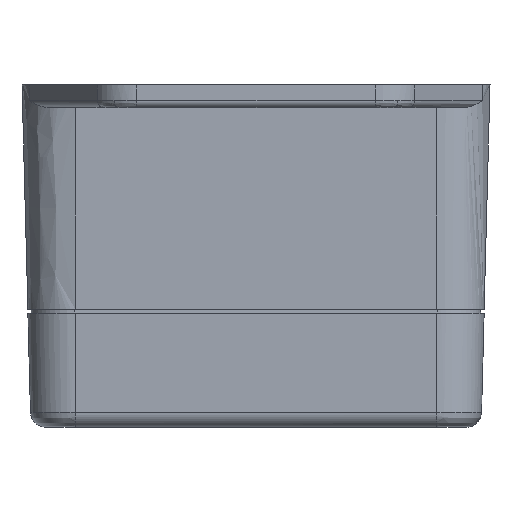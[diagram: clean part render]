
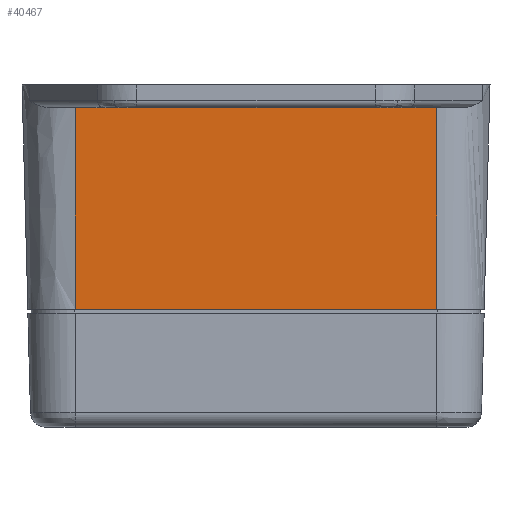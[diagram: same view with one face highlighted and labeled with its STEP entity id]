
A CAD part, left-side view. The second image highlights one B-rep face of the part: STEP entity #40467.
In plain terms, the highlighted planar face has unit normal (-1, 0, -0.026).
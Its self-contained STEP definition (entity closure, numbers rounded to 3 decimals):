
#2037 = VERTEX_POINT ( 'NONE', #41322 ) ;
#3698 = ORIENTED_EDGE ( 'NONE', *, *, #4632, .F. ) ;
#4632 = EDGE_CURVE ( 'NONE', #24482, #2037, #48468, .T. ) ;
#5604 = EDGE_CURVE ( 'NONE', #24482, #49702, #16558, .T. ) ;
#5650 = LINE ( 'NONE', #17271, #25229 ) ;
#9553 = CARTESIAN_POINT ( 'NONE',  ( -59.997, 23.751, -29.571 ) ) ;
#12428 = AXIS2_PLACEMENT_3D ( 'NONE', #15524, #46825, #23392 ) ;
#12553 = VERTEX_POINT ( 'NONE', #13898 ) ;
#13898 = CARTESIAN_POINT ( 'NONE',  ( -59.997, -23.751, -29.571 ) ) ;
#14942 = ORIENTED_EDGE ( 'NONE', *, *, #18357, .T. ) ;
#15524 = CARTESIAN_POINT ( 'NONE',  ( -59.997, -30.064, -29.571 ) ) ;
#16558 = LINE ( 'NONE', #27011, #36157 ) ;
#17271 = CARTESIAN_POINT ( 'NONE',  ( -59.997, -30.064, -29.571 ) ) ;
#17550 = LINE ( 'NONE', #23993, #47589 ) ;
#18357 = EDGE_CURVE ( 'NONE', #12553, #2037, #17550, .T. ) ;
#18970 = CARTESIAN_POINT ( 'NONE',  ( -60.691, -30.064, -3.072 ) ) ;
#19326 = DIRECTION ( 'NONE',  ( 0., -1., 0. ) ) ;
#21221 = DIRECTION ( 'NONE',  ( 0., 1., 0. ) ) ;
#21881 = FACE_OUTER_BOUND ( 'NONE', #46821, .T. ) ;
#22531 = CARTESIAN_POINT ( 'NONE',  ( -60.691, 23.751, -3.072 ) ) ;
#23392 = DIRECTION ( 'NONE',  ( -0.026, 0., 1. ) ) ;
#23993 = CARTESIAN_POINT ( 'NONE',  ( -59.997, -23.751, -29.571 ) ) ;
#24482 = VERTEX_POINT ( 'NONE', #22531 ) ;
#25229 = VECTOR ( 'NONE', #21221, 1000. ) ;
#27011 = CARTESIAN_POINT ( 'NONE',  ( -59.997, 23.751, -29.571 ) ) ;
#27942 = DIRECTION ( 'NONE',  ( -0.026, 0., 1. ) ) ;
#28897 = VECTOR ( 'NONE', #19326, 1000. ) ;
#35213 = ORIENTED_EDGE ( 'NONE', *, *, #5604, .T. ) ;
#36157 = VECTOR ( 'NONE', #38823, 1000. ) ;
#38823 = DIRECTION ( 'NONE',  ( 0.026, 0., -1. ) ) ;
#40467 = ADVANCED_FACE ( 'NONE', ( #21881 ), #42904, .T. ) ;
#41322 = CARTESIAN_POINT ( 'NONE',  ( -60.691, -23.751, -3.072 ) ) ;
#42904 = PLANE ( 'NONE',  #12428 ) ;
#43557 = ORIENTED_EDGE ( 'NONE', *, *, #46373, .F. ) ;
#46373 = EDGE_CURVE ( 'NONE', #12553, #49702, #5650, .T. ) ;
#46821 = EDGE_LOOP ( 'NONE', ( #35213, #43557, #14942, #3698 ) ) ;
#46825 = DIRECTION ( 'NONE',  ( -1., 0., -0.026 ) ) ;
#47589 = VECTOR ( 'NONE', #27942, 1000. ) ;
#48468 = LINE ( 'NONE', #18970, #28897 ) ;
#49702 = VERTEX_POINT ( 'NONE', #9553 ) ;
